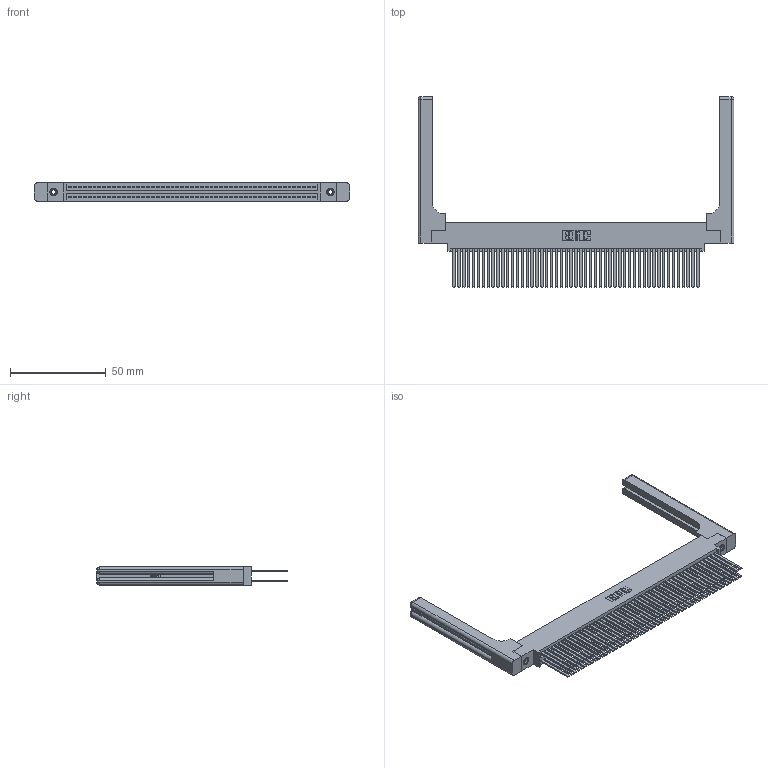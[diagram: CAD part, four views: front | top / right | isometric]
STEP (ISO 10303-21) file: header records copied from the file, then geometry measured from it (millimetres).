
FILE_DESCRIPTION (( 'STEP AP203' ), '1' );
FILE_NAME ('345-102-544-858.STEP', '2019-11-03T08:38:34', ( '' ), ( '' ), 'SwSTEP 2.0', 'SolidWorks 2016', '' );
FILE_SCHEMA (( 'CONFIG_CONTROL_DESIGN' ));
Length unit declared in the file: inch
Products named in the file (5): 345-250-001_345-250-001-102; 345 Part_0.170 Offset - 0.156 Dia-TH; 345-292-001_345-293-144; 345-102-544-858; 345-220-058_345-220-058
Assembly tree (107 placements, depth 2):
  345-102-544-858
    345 Part_0.170 Offset - 0.156 Dia-TH
    345-292-001_345-293-144  x102
    345-250-001_345-250-001-102  x2
    345-220-058_345-220-058  x2
Bounding box: 164.57 x 99.24 x 9.4 mm (x, y, z)
Volume: 25861.3 mm3; surface area: 35267.1 mm2
Topology: 107 solids, 107 shells, 4874 faces, 14381 edges, 9430 vertices
Faces by surface type: plane 3190, cylinder 1624, bspline 36, cone 12, sphere 8, torus 4
Entity records: 43934 total; most frequent: CARTESIAN_POINT 8349, ORIENTED_EDGE 7080, DIRECTION 6280, EDGE_CURVE 3540, LINE 3116, VECTOR 3116, VERTEX_POINT 2350, AXIS2_PLACEMENT_3D 1582
